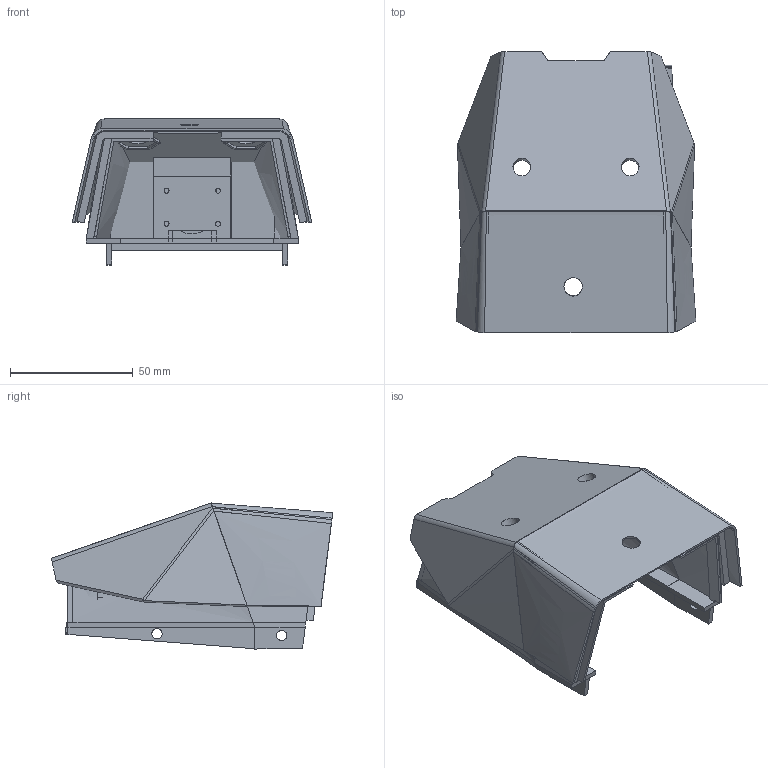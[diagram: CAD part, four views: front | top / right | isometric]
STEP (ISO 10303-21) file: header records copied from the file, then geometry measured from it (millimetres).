
FILE_DESCRIPTION(/* description */ (''),/* implementation_level */ '2;1');
FILE_NAME(/* name */ '1',/* time_stamp */ '2025-04-17T22:54:24+08:00',/* author */ (''),/* organization */ (''),/* preprocessor_version */ 'ST-DEVELOPER v19.2',/* originating_system */ 'Rhino 8.0',/* authorisation */ '');
FILE_SCHEMA (('CONFIG_CONTROL_DESIGN'));
Length unit declared in the file: millimetre
Products named in the file (2): Document; Block 22
Bounding box: 97.63 x 114.66 x 59.53 mm (x, y, z)
Volume: 88135.1 mm3; surface area: 88866.8 mm2
Topology: 27 solids, 27 shells, 442 faces, 1064 edges, 707 vertices
Faces by surface type: plane 346, bspline 77, cylinder 19
Entity records: 16899 total; most frequent: CARTESIAN_POINT 9581, ORIENTED_EDGE 1746, B_SPLINE_CURVE_WITH_KNOTS 971, EDGE_CURVE 873, VERTEX_POINT 516, DIRECTION 485, EDGE_LOOP 425, AXIS2_PLACEMENT_3D 424
